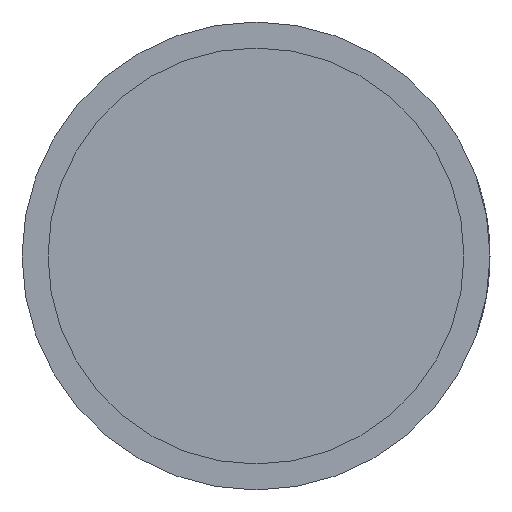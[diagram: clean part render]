
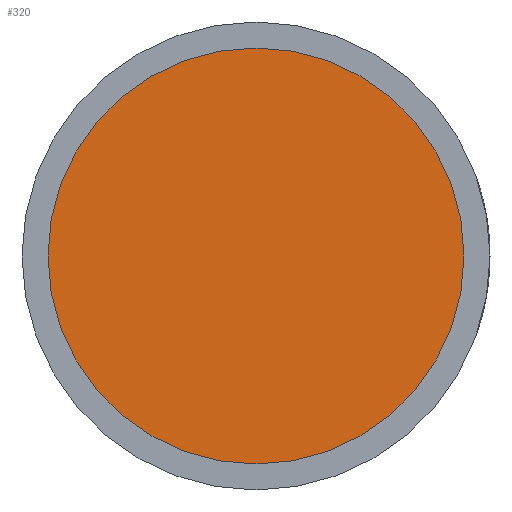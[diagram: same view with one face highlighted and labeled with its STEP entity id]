
A CAD part, left-side view. The second image highlights one B-rep face of the part: STEP entity #320.
In plain terms, the highlighted planar face has unit normal (-1, 0, 0).
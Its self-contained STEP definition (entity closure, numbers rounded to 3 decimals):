
#2 = EDGE_LOOP ( 'NONE', ( #428, #314 ) ) ;
#22 = DIRECTION ( 'NONE',  ( 0., 0., 1. ) ) ;
#23 = VERTEX_POINT ( 'NONE', #37 ) ;
#36 = CARTESIAN_POINT ( 'NONE',  ( -129.412, 8., 0. ) ) ;
#37 = CARTESIAN_POINT ( 'NONE',  ( -129.412, 0., 8. ) ) ;
#46 = CARTESIAN_POINT ( 'NONE',  ( -129.412, 0., -8. ) ) ;
#63 = CIRCLE ( 'NONE', #279, 8. ) ;
#109 = DIRECTION ( 'NONE',  ( 0., 0., -1. ) ) ;
#137 = VERTEX_POINT ( 'NONE', #46 ) ;
#153 = DIRECTION ( 'NONE',  ( -1., 0., 0. ) ) ;
#269 = EDGE_CURVE ( 'NONE', #137, #23, #63, .T. ) ;
#279 = AXIS2_PLACEMENT_3D ( 'NONE', #444, #153, #373 ) ;
#314 = ORIENTED_EDGE ( 'NONE', *, *, #269, .T. ) ;
#319 = CARTESIAN_POINT ( 'NONE',  ( -129.412, 0., 0. ) ) ;
#320 = ADVANCED_FACE ( 'NONE', ( #478 ), #336, .F. ) ;
#329 = AXIS2_PLACEMENT_3D ( 'NONE', #319, #431, #22 ) ;
#332 = DIRECTION ( 'NONE',  ( 1., 0., 0. ) ) ;
#336 = PLANE ( 'NONE',  #393 ) ;
#373 = DIRECTION ( 'NONE',  ( 0., 0., 1. ) ) ;
#393 = AXIS2_PLACEMENT_3D ( 'NONE', #36, #332, #109 ) ;
#416 = CIRCLE ( 'NONE', #329, 8. ) ;
#428 = ORIENTED_EDGE ( 'NONE', *, *, #438, .T. ) ;
#431 = DIRECTION ( 'NONE',  ( -1., 0., 0. ) ) ;
#438 = EDGE_CURVE ( 'NONE', #23, #137, #416, .T. ) ;
#444 = CARTESIAN_POINT ( 'NONE',  ( -129.412, 0., 0. ) ) ;
#478 = FACE_OUTER_BOUND ( 'NONE', #2, .T. ) ;
